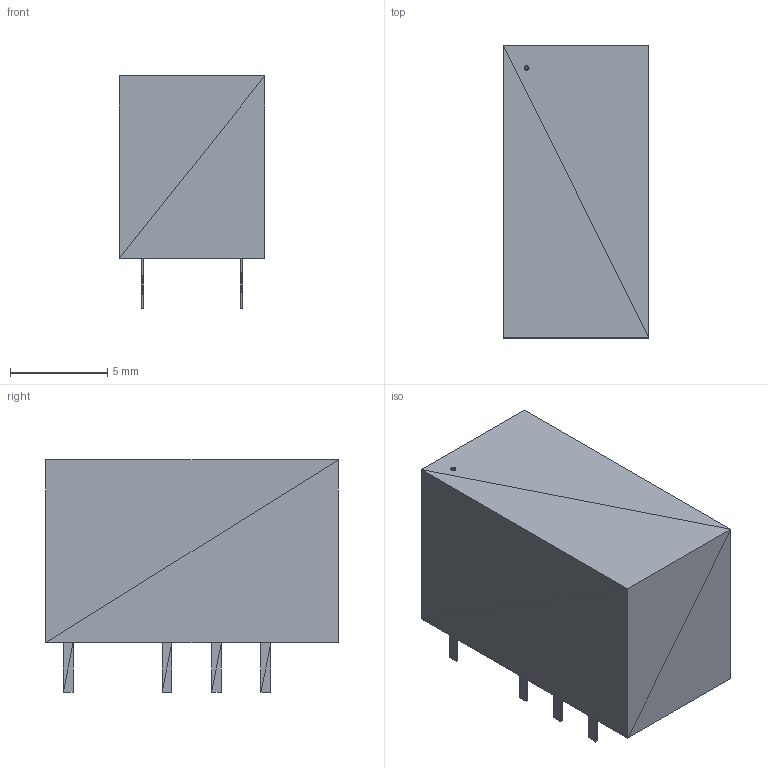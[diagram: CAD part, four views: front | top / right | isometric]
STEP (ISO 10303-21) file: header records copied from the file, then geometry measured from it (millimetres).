
FILE_DESCRIPTION(('STEP AP214'),'1');
FILE_NAME('EC2NU','2018-01-07T07:51:56',(''),(''),'','','');
FILE_SCHEMA(('AUTOMOTIVE_DESIGN'));
Length unit declared in the file: millimetre
Products named in the file (1): product
Bounding box: 7.49 x 15.01 x 11.94 mm (x, y, z)
Surface area: 674.9 mm2 (no closed solid volume)
Topology: 0 solids, 236 shells, 236 faces, 708 edges, 708 vertices
Faces by surface type: plane 236
Entity records: 7847 total; most frequent: CARTESIAN_POINT 1653, DIRECTION 1182, ORIENTED_EDGE 708, EDGE_CURVE 708, VERTEX_POINT 708, LINE 708, VECTOR 708, AXIS2_PLACEMENT_3D 237
